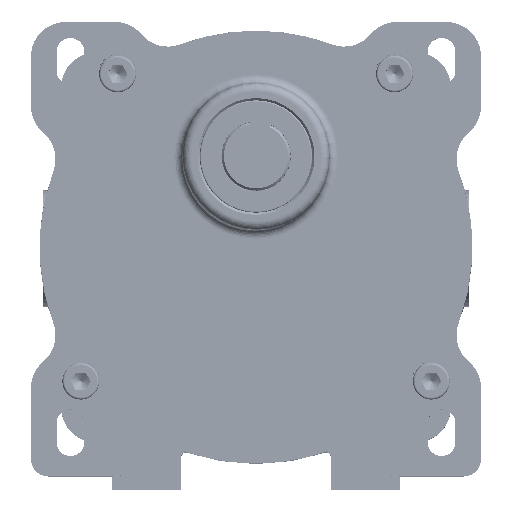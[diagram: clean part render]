
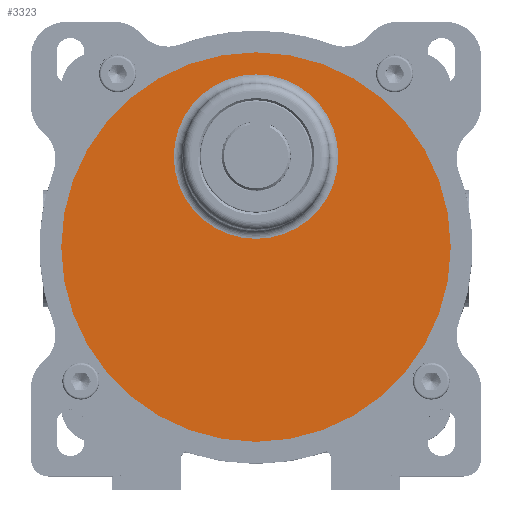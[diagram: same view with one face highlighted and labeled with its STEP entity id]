
A CAD part, top view. The second image highlights one B-rep face of the part: STEP entity #3323.
In plain terms, the highlighted planar face has unit normal (0, 0, 1).
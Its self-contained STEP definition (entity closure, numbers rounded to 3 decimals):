
#798 = DIRECTION ( 'NONE',  ( 0., -1., 0. ) ) ;
#1333 = CARTESIAN_POINT ( 'NONE',  ( -2.923, -4.113, 47.5 ) ) ;
#3323 = ADVANCED_FACE ( 'NONE', ( #3950, #12722 ), #27723, .T. ) ;
#3950 = FACE_BOUND ( 'NONE', #75742, .T. ) ;
#6622 = CARTESIAN_POINT ( 'NONE',  ( -2.923, -4.113, 47.5 ) ) ;
#9841 = VERTEX_POINT ( 'NONE', #19959 ) ;
#12722 = FACE_OUTER_BOUND ( 'NONE', #70671, .T. ) ;
#16555 = EDGE_CURVE ( 'NONE', #153363, #135991, #143191, .T. ) ;
#18166 = CIRCLE ( 'NONE', #94171, 19. ) ;
#18586 = ORIENTED_EDGE ( 'NONE', *, *, #132499, .F. ) ;
#19959 = CARTESIAN_POINT ( 'NONE',  ( -2.923, 35.787, 47.5 ) ) ;
#20947 = AXIS2_PLACEMENT_3D ( 'NONE', #37262, #28498, #798 ) ;
#21555 = CIRCLE ( 'NONE', #130544, 19. ) ;
#27723 = PLANE ( 'NONE',  #20947 ) ;
#28498 = DIRECTION ( 'NONE',  ( 0., 0., 1. ) ) ;
#30396 = DIRECTION ( 'NONE',  ( 0., 0., 1. ) ) ;
#37262 = CARTESIAN_POINT ( 'NONE',  ( -2.923, -4.113, 47.5 ) ) ;
#46164 = ORIENTED_EDGE ( 'NONE', *, *, #107670, .F. ) ;
#46857 = AXIS2_PLACEMENT_3D ( 'NONE', #6622, #30396, #103359 ) ;
#46948 = DIRECTION ( 'NONE',  ( 0., 0., 1. ) ) ;
#63125 = DIRECTION ( 'NONE',  ( 0., 1., 0. ) ) ;
#64312 = AXIS2_PLACEMENT_3D ( 'NONE', #1333, #71961, #63125 ) ;
#70396 = ORIENTED_EDGE ( 'NONE', *, *, #146618, .T. ) ;
#70671 = EDGE_LOOP ( 'NONE', ( #70396, #137823 ) ) ;
#71961 = DIRECTION ( 'NONE',  ( 0., 0., 1. ) ) ;
#75742 = EDGE_LOOP ( 'NONE', ( #46164, #18586 ) ) ;
#77173 = VERTEX_POINT ( 'NONE', #94722 ) ;
#84215 = DIRECTION ( 'NONE',  ( 0., -1., 0. ) ) ;
#94171 = AXIS2_PLACEMENT_3D ( 'NONE', #143016, #46948, #84215 ) ;
#94722 = CARTESIAN_POINT ( 'NONE',  ( -2.923, -2.213, 47.5 ) ) ;
#96302 = CARTESIAN_POINT ( 'NONE',  ( -2.923, 40.887, 47.5 ) ) ;
#103359 = DIRECTION ( 'NONE',  ( 0., 1., 0. ) ) ;
#107670 = EDGE_CURVE ( 'NONE', #77173, #9841, #18166, .T. ) ;
#109945 = CIRCLE ( 'NONE', #64312, 45. ) ;
#119688 = DIRECTION ( 'NONE',  ( 0., 0., 1. ) ) ;
#130544 = AXIS2_PLACEMENT_3D ( 'NONE', #131586, #119688, #145820 ) ;
#131586 = CARTESIAN_POINT ( 'NONE',  ( -2.923, 16.787, 47.5 ) ) ;
#132499 = EDGE_CURVE ( 'NONE', #9841, #77173, #21555, .T. ) ;
#134069 = CARTESIAN_POINT ( 'NONE',  ( -2.923, -49.113, 47.5 ) ) ;
#135991 = VERTEX_POINT ( 'NONE', #96302 ) ;
#137823 = ORIENTED_EDGE ( 'NONE', *, *, #16555, .T. ) ;
#143016 = CARTESIAN_POINT ( 'NONE',  ( -2.923, 16.787, 47.5 ) ) ;
#143191 = CIRCLE ( 'NONE', #46857, 45. ) ;
#145820 = DIRECTION ( 'NONE',  ( 0., -1., 0. ) ) ;
#146618 = EDGE_CURVE ( 'NONE', #135991, #153363, #109945, .T. ) ;
#153363 = VERTEX_POINT ( 'NONE', #134069 ) ;
